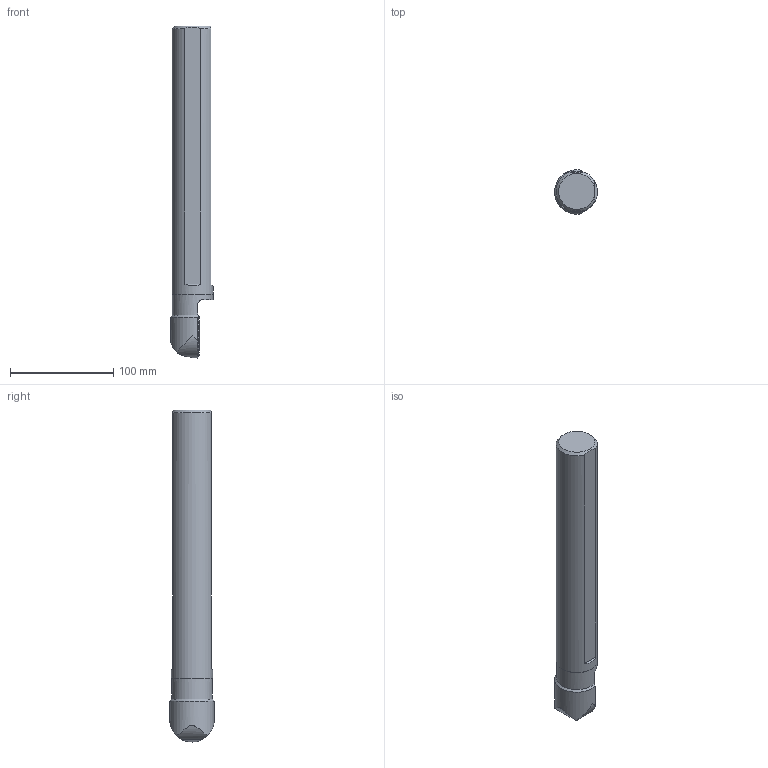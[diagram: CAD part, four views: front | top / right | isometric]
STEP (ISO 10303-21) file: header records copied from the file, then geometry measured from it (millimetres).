
FILE_DESCRIPTION(/* description */ (''),/* implementation_level */ '2;1');
FILE_NAME(/* name */ '1544173700236.stp',/* time_stamp */ '2018-12-07T14:38:31+05:00',/* author */ (''),/* organization */ ('SMS'),/* preprocessor_version */ 'ST-DEVELOPER v15',/* originating_system */ 'SIEMENS PLM Software NX 8.5',/* authorisation */ '');
FILE_SCHEMA (('AUTOMOTIVE_DESIGN { 1 0 10303 214 3 1 1 1 }'));
Length unit declared in the file: millimetre
Products named in the file (1): 201991874mod000_00
Bounding box: 41.5 x 43 x 321.5 mm (x, y, z)
Volume: 362223.1 mm3; surface area: 42540.7 mm2
Topology: 1 solids, 1 shells, 49 faces, 121 edges, 81 vertices
Faces by surface type: cylinder 19, cone 16, plane 14
Full cylindrical faces by diameter (mm): 5 x4, 6 x5, 6.009 x2, 8.65 x1, 39.35 x1, 40 x2
Entity records: 1281 total; most frequent: CARTESIAN_POINT 250, DIRECTION 218, ORIENTED_EDGE 150, AXIS2_PLACEMENT_3D 101, EDGE_LOOP 82, EDGE_CURVE 75, FACE_BOUND 72, VERTEX_POINT 66
